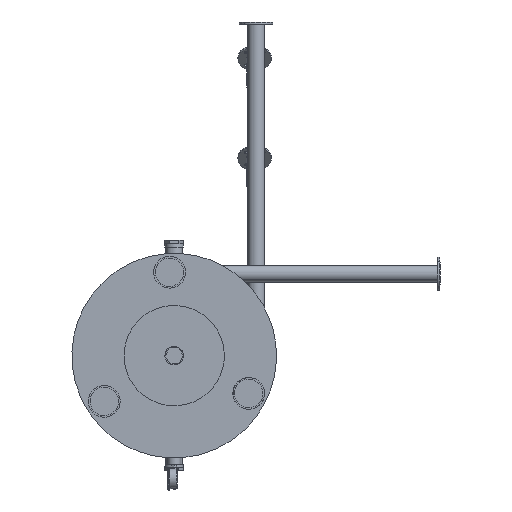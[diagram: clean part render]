
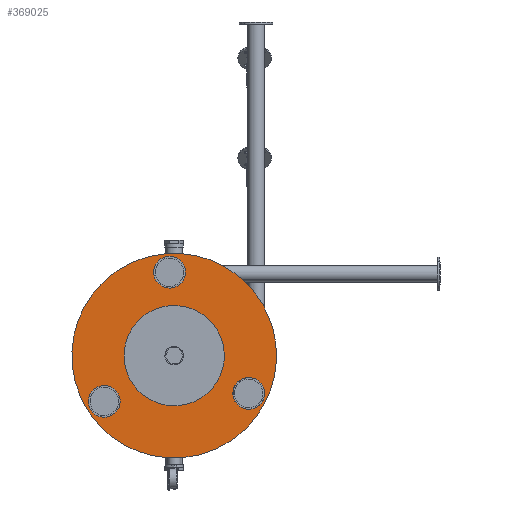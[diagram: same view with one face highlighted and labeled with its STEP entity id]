
A CAD part, front view. The second image highlights one B-rep face of the part: STEP entity #369025.
In plain terms, the highlighted free-form (B-spline) face has degree [1, 1] with [2, 2] control points.
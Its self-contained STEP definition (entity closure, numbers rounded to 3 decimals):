
#368633 = VERTEX_POINT('',#368634);
#368634 = CARTESIAN_POINT('',(72.913,96.693,
    590.846));
#368639 = EDGE_CURVE('',#368640,#368633,#368642,.T.);
#368640 = VERTEX_POINT('',#368641);
#368641 = CARTESIAN_POINT('',(116.632,96.693,
    523.928));
#368642 = ( BOUNDED_CURVE() B_SPLINE_CURVE(2,(#368643,#368644,#368645,
#368646,#368647),.UNSPECIFIED.,.F.,.F.) B_SPLINE_CURVE_WITH_KNOTS((3,2,3
    ),(3.142,4.712,6.283),
.PIECEWISE_BEZIER_KNOTS.) CURVE() GEOMETRIC_REPRESENTATION_ITEM() 
RATIONAL_B_SPLINE_CURVE((1.,0.707,1.,0.707,1.)) 
REPRESENTATION_ITEM('') );
#368643 = CARTESIAN_POINT('',(116.632,96.693,
    523.928));
#368644 = CARTESIAN_POINT('',(150.092,96.693,
    545.788));
#368645 = CARTESIAN_POINT('',(128.232,96.693,
    579.247));
#368646 = CARTESIAN_POINT('',(106.372,96.693,
    612.706));
#368647 = CARTESIAN_POINT('',(72.913,96.693,
    590.846));
#368681 = VERTEX_POINT('',#368682);
#368682 = CARTESIAN_POINT('',(237.428,96.693,
    915.933));
#368687 = EDGE_CURVE('',#368688,#368681,#368690,.T.);
#368688 = VERTEX_POINT('',#368689);
#368689 = CARTESIAN_POINT('',(281.147,96.693,
    849.014));
#368690 = ( BOUNDED_CURVE() B_SPLINE_CURVE(2,(#368691,#368692,#368693,
#368694,#368695),.UNSPECIFIED.,.F.,.F.) B_SPLINE_CURVE_WITH_KNOTS((3,2,3
    ),(3.142,4.712,6.283),
.PIECEWISE_BEZIER_KNOTS.) CURVE() GEOMETRIC_REPRESENTATION_ITEM() 
RATIONAL_B_SPLINE_CURVE((1.,0.707,1.,0.707,1.)) 
REPRESENTATION_ITEM('') );
#368691 = CARTESIAN_POINT('',(281.147,96.693,
    849.014));
#368692 = CARTESIAN_POINT('',(314.607,96.693,
    870.874));
#368693 = CARTESIAN_POINT('',(292.747,96.693,
    904.333));
#368694 = CARTESIAN_POINT('',(270.887,96.693,
    937.793));
#368695 = CARTESIAN_POINT('',(237.428,96.693,
    915.933));
#368729 = VERTEX_POINT('',#368730);
#368730 = CARTESIAN_POINT('',(436.703,96.693,
    610.916));
#368735 = EDGE_CURVE('',#368736,#368729,#368738,.T.);
#368736 = VERTEX_POINT('',#368737);
#368737 = CARTESIAN_POINT('',(480.423,96.693,
    543.997));
#368738 = ( BOUNDED_CURVE() B_SPLINE_CURVE(2,(#368739,#368740,#368741,
#368742,#368743),.UNSPECIFIED.,.F.,.F.) B_SPLINE_CURVE_WITH_KNOTS((3,2,3
    ),(3.142,4.712,6.283),
.PIECEWISE_BEZIER_KNOTS.) CURVE() GEOMETRIC_REPRESENTATION_ITEM() 
RATIONAL_B_SPLINE_CURVE((1.,0.707,1.,0.707,1.)) 
REPRESENTATION_ITEM('') );
#368739 = CARTESIAN_POINT('',(480.423,96.693,
    543.997));
#368740 = CARTESIAN_POINT('',(513.882,96.693,
    565.857));
#368741 = CARTESIAN_POINT('',(492.022,96.693,
    599.316));
#368742 = CARTESIAN_POINT('',(470.162,96.693,
    632.775));
#368743 = CARTESIAN_POINT('',(436.703,96.693,
    610.916));
#368774 = EDGE_CURVE('',#368775,#368777,#368779,.T.);
#368775 = VERTEX_POINT('',#368776);
#368776 = CARTESIAN_POINT('',(411.698,96.693,
    456.89));
#368777 = VERTEX_POINT('',#368778);
#368778 = CARTESIAN_POINT('',(130.051,96.693,
    887.987));
#368779 = ( BOUNDED_CURVE() B_SPLINE_CURVE(2,(#368780,#368781,#368782,
#368783,#368784),.UNSPECIFIED.,.F.,.F.) B_SPLINE_CURVE_WITH_KNOTS((3,2,3
),(0.,1.571,3.142),.PIECEWISE_BEZIER_KNOTS.) CURVE() 
GEOMETRIC_REPRESENTATION_ITEM() RATIONAL_B_SPLINE_CURVE((1.,
0.707,1.,0.707,1.)) REPRESENTATION_ITEM('') );
#368780 = CARTESIAN_POINT('',(411.698,96.693,
    456.89));
#368781 = CARTESIAN_POINT('',(196.149,96.693,
    316.067));
#368782 = CARTESIAN_POINT('',(55.326,96.693,
    531.616));
#368783 = CARTESIAN_POINT('',(-85.498,96.693,
    747.164));
#368784 = CARTESIAN_POINT('',(130.051,96.693,
    887.987));
#368823 = VERTEX_POINT('',#368824);
#368824 = CARTESIAN_POINT('',(339.905,96.693,
    566.778));
#368842 = VERTEX_POINT('',#368843);
#368843 = CARTESIAN_POINT('',(201.843,96.693,
    778.1));
#368848 = EDGE_CURVE('',#368842,#368823,#368849,.T.);
#368849 = ( BOUNDED_CURVE() B_SPLINE_CURVE(2,(#368850,#368851,#368852,
#368853,#368854),.UNSPECIFIED.,.F.,.F.) B_SPLINE_CURVE_WITH_KNOTS((3,2,3
    ),(3.142,4.712,6.283),
.PIECEWISE_BEZIER_KNOTS.) CURVE() GEOMETRIC_REPRESENTATION_ITEM() 
RATIONAL_B_SPLINE_CURVE((1.,0.707,1.,0.707,1.)) 
REPRESENTATION_ITEM('') );
#368850 = CARTESIAN_POINT('',(201.843,96.693,
    778.1));
#368851 = CARTESIAN_POINT('',(307.504,96.693,
    847.131));
#368852 = CARTESIAN_POINT('',(376.535,96.693,
    741.47));
#368853 = CARTESIAN_POINT('',(445.566,96.693,
    635.809));
#368854 = CARTESIAN_POINT('',(339.905,96.693,
    566.778));
#369006 = EDGE_CURVE('',#368823,#368842,#369007,.T.);
#369007 = ( BOUNDED_CURVE() B_SPLINE_CURVE(2,(#369008,#369009,#369010,
#369011,#369012),.UNSPECIFIED.,.F.,.F.) B_SPLINE_CURVE_WITH_KNOTS((3,2,3
),(0.,1.571,3.142),.PIECEWISE_BEZIER_KNOTS.) CURVE() 
GEOMETRIC_REPRESENTATION_ITEM() RATIONAL_B_SPLINE_CURVE((1.,
0.707,1.,0.707,1.)) REPRESENTATION_ITEM('') );
#369008 = CARTESIAN_POINT('',(339.905,96.693,
    566.778));
#369009 = CARTESIAN_POINT('',(234.244,96.693,
    497.747));
#369010 = CARTESIAN_POINT('',(165.213,96.693,
    603.408));
#369011 = CARTESIAN_POINT('',(96.182,96.693,
    709.069));
#369012 = CARTESIAN_POINT('',(201.843,96.693,
    778.1));
#369025 = ADVANCED_FACE('',(#369026,#369037,#369048,#369059,#369070),
  #369074,.F.);
#369026 = FACE_BOUND('',#369027,.T.);
#369027 = EDGE_LOOP('',(#369028,#369036));
#369028 = ORIENTED_EDGE('',*,*,#369029,.F.);
#369029 = EDGE_CURVE('',#368633,#368640,#369030,.T.);
#369030 = ( BOUNDED_CURVE() B_SPLINE_CURVE(2,(#369031,#369032,#369033,
#369034,#369035),.UNSPECIFIED.,.F.,.F.) B_SPLINE_CURVE_WITH_KNOTS((3,2,3
),(0.,1.571,3.142),.PIECEWISE_BEZIER_KNOTS.) CURVE() 
GEOMETRIC_REPRESENTATION_ITEM() RATIONAL_B_SPLINE_CURVE((1.,
0.707,1.,0.707,1.)) REPRESENTATION_ITEM('') );
#369031 = CARTESIAN_POINT('',(72.913,96.693,
    590.846));
#369032 = CARTESIAN_POINT('',(39.453,96.693,
    568.987));
#369033 = CARTESIAN_POINT('',(61.313,96.693,
    535.527));
#369034 = CARTESIAN_POINT('',(83.173,96.693,
    502.068));
#369035 = CARTESIAN_POINT('',(116.632,96.693,
    523.928));
#369036 = ORIENTED_EDGE('',*,*,#368639,.F.);
#369037 = FACE_BOUND('',#369038,.T.);
#369038 = EDGE_LOOP('',(#369039,#369047));
#369039 = ORIENTED_EDGE('',*,*,#369040,.F.);
#369040 = EDGE_CURVE('',#368681,#368688,#369041,.T.);
#369041 = ( BOUNDED_CURVE() B_SPLINE_CURVE(2,(#369042,#369043,#369044,
#369045,#369046),.UNSPECIFIED.,.F.,.F.) B_SPLINE_CURVE_WITH_KNOTS((3,2,3
),(0.,1.571,3.142),.PIECEWISE_BEZIER_KNOTS.) CURVE() 
GEOMETRIC_REPRESENTATION_ITEM() RATIONAL_B_SPLINE_CURVE((1.,
0.707,1.,0.707,1.)) REPRESENTATION_ITEM('') );
#369042 = CARTESIAN_POINT('',(237.428,96.693,
    915.933));
#369043 = CARTESIAN_POINT('',(203.968,96.693,
    894.073));
#369044 = CARTESIAN_POINT('',(225.828,96.693,
    860.614));
#369045 = CARTESIAN_POINT('',(247.688,96.693,
    827.154));
#369046 = CARTESIAN_POINT('',(281.147,96.693,
    849.014));
#369047 = ORIENTED_EDGE('',*,*,#368687,.F.);
#369048 = FACE_BOUND('',#369049,.T.);
#369049 = EDGE_LOOP('',(#369050,#369058));
#369050 = ORIENTED_EDGE('',*,*,#369051,.F.);
#369051 = EDGE_CURVE('',#368729,#368736,#369052,.T.);
#369052 = ( BOUNDED_CURVE() B_SPLINE_CURVE(2,(#369053,#369054,#369055,
#369056,#369057),.UNSPECIFIED.,.F.,.F.) B_SPLINE_CURVE_WITH_KNOTS((3,2,3
),(0.,1.571,3.142),.PIECEWISE_BEZIER_KNOTS.) CURVE() 
GEOMETRIC_REPRESENTATION_ITEM() RATIONAL_B_SPLINE_CURVE((1.,
0.707,1.,0.707,1.)) REPRESENTATION_ITEM('') );
#369053 = CARTESIAN_POINT('',(436.703,96.693,
    610.916));
#369054 = CARTESIAN_POINT('',(403.244,96.693,
    589.056));
#369055 = CARTESIAN_POINT('',(425.104,96.693,
    555.596));
#369056 = CARTESIAN_POINT('',(446.963,96.693,
    522.137));
#369057 = CARTESIAN_POINT('',(480.423,96.693,
    543.997));
#369058 = ORIENTED_EDGE('',*,*,#368735,.F.);
#369059 = FACE_BOUND('',#369060,.T.);
#369060 = EDGE_LOOP('',(#369061,#369062));
#369061 = ORIENTED_EDGE('',*,*,#368774,.F.);
#369062 = ORIENTED_EDGE('',*,*,#369063,.F.);
#369063 = EDGE_CURVE('',#368777,#368775,#369064,.T.);
#369064 = ( BOUNDED_CURVE() B_SPLINE_CURVE(2,(#369065,#369066,#369067,
#369068,#369069),.UNSPECIFIED.,.F.,.F.) B_SPLINE_CURVE_WITH_KNOTS((3,2,3
    ),(3.142,4.712,6.283),
.PIECEWISE_BEZIER_KNOTS.) CURVE() GEOMETRIC_REPRESENTATION_ITEM() 
RATIONAL_B_SPLINE_CURVE((1.,0.707,1.,0.707,1.)) 
REPRESENTATION_ITEM('') );
#369065 = CARTESIAN_POINT('',(130.051,96.693,
    887.987));
#369066 = CARTESIAN_POINT('',(345.599,96.693,
    1028.811));
#369067 = CARTESIAN_POINT('',(486.423,96.693,
    813.262));
#369068 = CARTESIAN_POINT('',(627.246,96.693,
    597.714));
#369069 = CARTESIAN_POINT('',(411.698,96.693,
    456.89));
#369070 = FACE_BOUND('',#369071,.T.);
#369071 = EDGE_LOOP('',(#369072,#369073));
#369072 = ORIENTED_EDGE('',*,*,#369006,.T.);
#369073 = ORIENTED_EDGE('',*,*,#368848,.T.);
#369074 = B_SPLINE_SURFACE_WITH_KNOTS('',1,1,(
    (#369075,#369076)
    ,(#369077,#369078
    )),.UNSPECIFIED.,.F.,.F.,.F.,(2,2),(2,2),(-306.,306.),(-606.,6.),
  .PIECEWISE_BEZIER_KNOTS.);
#369075 = CARTESIAN_POINT('',(345.599,96.693,
    1028.811));
#369076 = CARTESIAN_POINT('',(-85.498,96.693,
    747.164));
#369077 = CARTESIAN_POINT('',(627.246,96.693,
    597.714));
#369078 = CARTESIAN_POINT('',(196.149,96.693,
    316.067));
